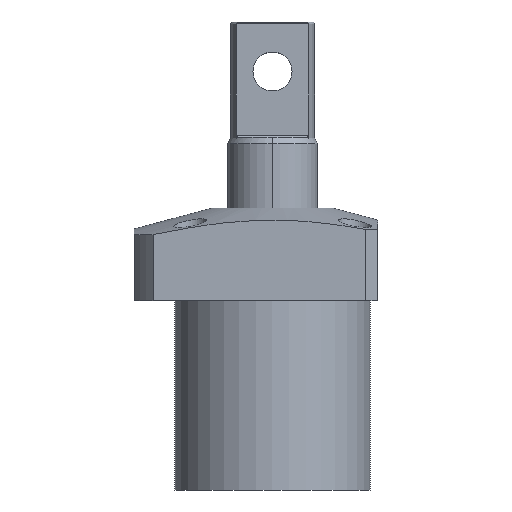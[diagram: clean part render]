
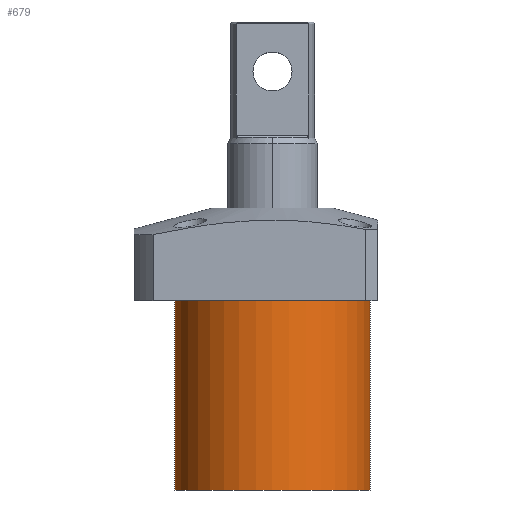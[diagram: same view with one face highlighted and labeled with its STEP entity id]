
A CAD part, front view. The second image highlights one B-rep face of the part: STEP entity #679.
In plain terms, the highlighted cylindrical face has radius 32.5 mm (diameter 65 mm), a partial arc.
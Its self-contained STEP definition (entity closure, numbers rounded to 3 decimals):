
#41 = CYLINDRICAL_SURFACE ( 'NONE', #991, 32.5 ) ;
#63 = CARTESIAN_POINT ( 'NONE',  ( 0., 0., 0. ) ) ;
#155 = CARTESIAN_POINT ( 'NONE',  ( -32.5, 0., -63. ) ) ;
#163 = ORIENTED_EDGE ( 'NONE', *, *, #277, .T. ) ;
#201 = CARTESIAN_POINT ( 'NONE',  ( 32.5, 0., -63. ) ) ;
#224 = VERTEX_POINT ( 'NONE', #1408 ) ;
#228 = CIRCLE ( 'NONE', #2566, 32.5 ) ;
#269 = DIRECTION ( 'NONE',  ( 1., 0., 0. ) ) ;
#277 = EDGE_CURVE ( 'NONE', #1341, #2284, #2720, .T. ) ;
#567 = VECTOR ( 'NONE', #1914, 1000. ) ;
#587 = DIRECTION ( 'NONE',  ( 0., 0., 1. ) ) ;
#651 = CARTESIAN_POINT ( 'NONE',  ( 32.5, 0., -63. ) ) ;
#679 = ADVANCED_FACE ( 'NONE', ( #2379 ), #41, .T. ) ;
#758 = VERTEX_POINT ( 'NONE', #1224 ) ;
#802 = AXIS2_PLACEMENT_3D ( 'NONE', #970, #1032, #1238 ) ;
#806 = ORIENTED_EDGE ( 'NONE', *, *, #2365, .T. ) ;
#862 = ORIENTED_EDGE ( 'NONE', *, *, #1901, .F. ) ;
#970 = CARTESIAN_POINT ( 'NONE',  ( 0., 0., -63. ) ) ;
#991 = AXIS2_PLACEMENT_3D ( 'NONE', #2676, #1830, #1614 ) ;
#1032 = DIRECTION ( 'NONE',  ( 0., 0., 1. ) ) ;
#1224 = CARTESIAN_POINT ( 'NONE',  ( -32.5, 0., 0. ) ) ;
#1238 = DIRECTION ( 'NONE',  ( 1., 0., 0. ) ) ;
#1270 = LINE ( 'NONE', #651, #567 ) ;
#1341 = VERTEX_POINT ( 'NONE', #1690 ) ;
#1408 = CARTESIAN_POINT ( 'NONE',  ( 32.5, 0., 0. ) ) ;
#1458 = VECTOR ( 'NONE', #587, 1000. ) ;
#1541 = DIRECTION ( 'NONE',  ( 0., 0., 1. ) ) ;
#1614 = DIRECTION ( 'NONE',  ( 1., 0., 0. ) ) ;
#1690 = CARTESIAN_POINT ( 'NONE',  ( -32.5, 0., -63. ) ) ;
#1830 = DIRECTION ( 'NONE',  ( 0., 0., 1. ) ) ;
#1901 = EDGE_CURVE ( 'NONE', #758, #224, #228, .T. ) ;
#1914 = DIRECTION ( 'NONE',  ( 0., 0., 1. ) ) ;
#2158 = EDGE_CURVE ( 'NONE', #1341, #758, #2592, .T. ) ;
#2284 = VERTEX_POINT ( 'NONE', #201 ) ;
#2365 = EDGE_CURVE ( 'NONE', #2284, #224, #1270, .T. ) ;
#2379 = FACE_OUTER_BOUND ( 'NONE', #2695, .T. ) ;
#2566 = AXIS2_PLACEMENT_3D ( 'NONE', #63, #1541, #269 ) ;
#2592 = LINE ( 'NONE', #155, #1458 ) ;
#2657 = ORIENTED_EDGE ( 'NONE', *, *, #2158, .F. ) ;
#2676 = CARTESIAN_POINT ( 'NONE',  ( 0., 0., -63. ) ) ;
#2695 = EDGE_LOOP ( 'NONE', ( #2657, #163, #806, #862 ) ) ;
#2720 = CIRCLE ( 'NONE', #802, 32.5 ) ;
